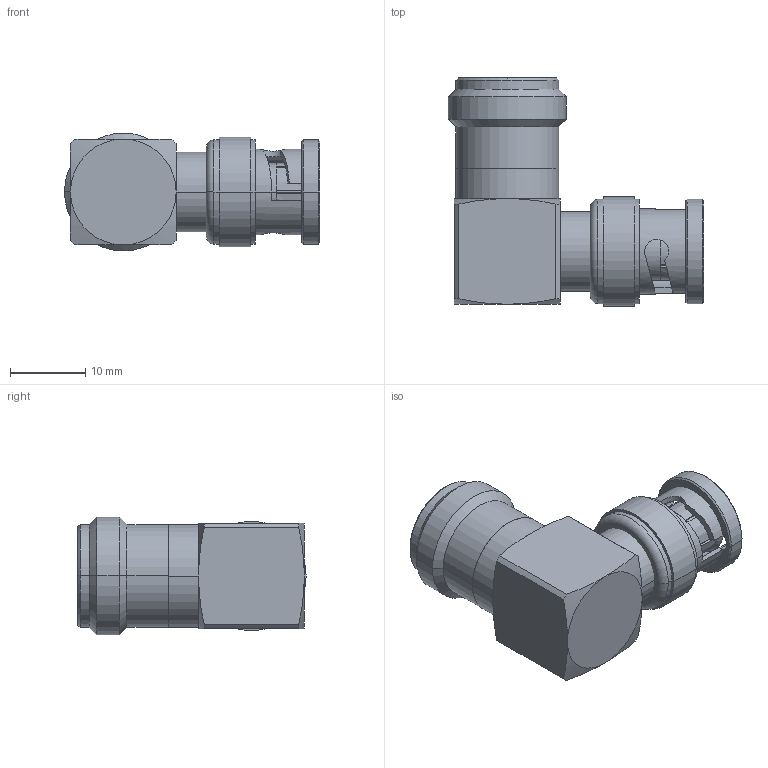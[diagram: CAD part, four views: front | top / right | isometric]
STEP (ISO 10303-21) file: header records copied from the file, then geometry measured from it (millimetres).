
FILE_DESCRIPTION (( 'STEP AP214' ), '1' );
FILE_NAME ('FMAD10129_3D.step', '2025-04-14T14:41:45', ( '' ), ( '' ), 'SwSTEP 2.0', 'SolidWorks 2022', '' );
FILE_SCHEMA (( 'AUTOMOTIVE_DESIGN' ));
Length unit declared in the file: inch
Products named in the file (4): AL-N8B3-2^FMAD10129; FMAD10129_3D; AD-B3^FMAD10129; AD-N8^FMAD10129
Assembly tree (3 placements, depth 2):
  FMAD10129_3D
    AL-N8B3-2^FMAD10129
    AD-N8^FMAD10129
    AD-B3^FMAD10129
Bounding box: 33.8 x 30.25 x 15.6 mm (x, y, z)
Volume: 6535.8 mm3; surface area: 4659.9 mm2
Topology: 3 solids, 4 shells, 230 faces, 549 edges, 335 vertices
Faces by surface type: plane 89, cone 65, cylinder 56, torus 12, sphere 8
Entity records: 7191 total; most frequent: CARTESIAN_POINT 1686, DIRECTION 1187, ORIENTED_EDGE 1094, EDGE_CURVE 547, AXIS2_PLACEMENT_3D 496, VERTEX_POINT 335, CIRCLE 260, EDGE_LOOP 244
